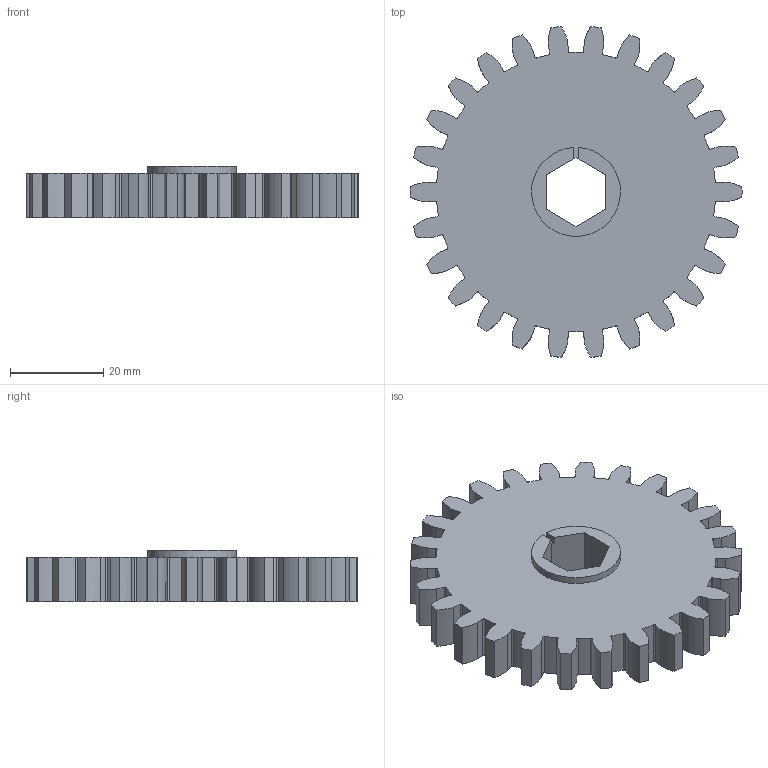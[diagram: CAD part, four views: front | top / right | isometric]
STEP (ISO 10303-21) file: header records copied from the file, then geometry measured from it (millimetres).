
FILE_DESCRIPTION(/* description */ (''),/* implementation_level */ '2;1');
FILE_NAME(/* name */ '26T 10DP Spur Gear.step',/* time_stamp */ '2024-08-02T21:20:58-04:00',/* author */ (''),/* organization */ (''),/* preprocessor_version */ 'ST-DEVELOPER v20',/* originating_system */ 'Autodesk Translation Framework v13.14.0.145',/* authorisation */ '');
FILE_SCHEMA (('AUTOMOTIVE_DESIGN { 1 0 10303 214 3 1 1 }'));
Length unit declared in the file: millimetre
Products named in the file (2): 26T 10DP Spur Gear; Spur Gear (26 teeth)
Assembly tree (1 placements, depth 2):
  26T 10DP Spur Gear
    Spur Gear (26 teeth)
Bounding box: 71.12 x 70.84 x 11.08 mm (x, y, z)
Volume: 30852.2 mm3; surface area: 11226.7 mm2
Topology: 1 solids, 1 shells, 220 faces, 654 edges, 436 vertices
Faces by surface type: cylinder 105, plane 63, bspline 52
Entity records: 22409 total; most frequent: CARTESIAN_POINT 16757, ORIENTED_EDGE 1308, DIRECTION 1102, EDGE_CURVE 654, VERTEX_POINT 436, AXIS2_PLACEMENT_3D 381, LINE 340, VECTOR 340
